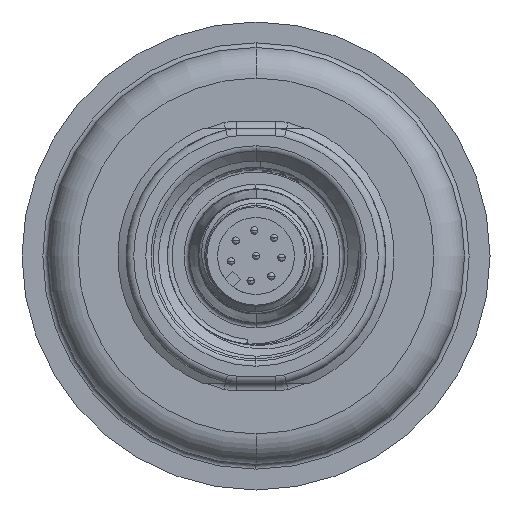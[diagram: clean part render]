
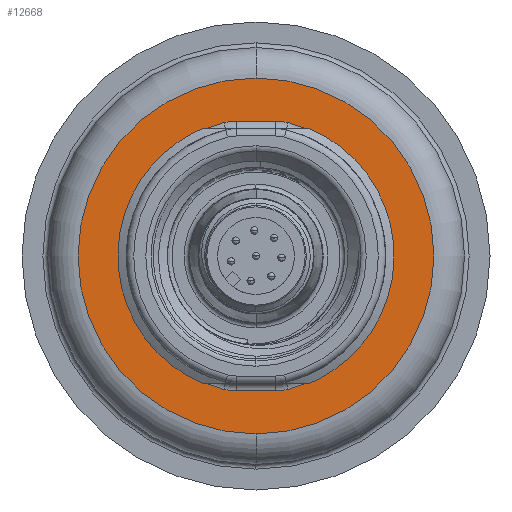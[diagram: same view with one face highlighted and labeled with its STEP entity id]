
A CAD part, front view. The second image highlights one B-rep face of the part: STEP entity #12668.
In plain terms, the highlighted planar face has unit normal (0, -1, 0).
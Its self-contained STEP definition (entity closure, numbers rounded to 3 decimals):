
#171=CARTESIAN_POINT('',(0.,0.,0.));
#172=DIRECTION('',(0.,1.,0.));
#173=DIRECTION('',(0.,0.,-1.));
#174=AXIS2_PLACEMENT_3D('',#171,#172,#173);
#176=CARTESIAN_POINT('',(0.,0.,0.));
#177=DIRECTION('',(0.,-1.,0.));
#178=DIRECTION('',(0.,0.,-1.));
#179=AXIS2_PLACEMENT_3D('',#176,#177,#178);
#181=CARTESIAN_POINT('',(0.,0.,0.));
#182=DIRECTION('',(0.,-1.,0.));
#183=DIRECTION('',(-0.234,0.,0.972));
#184=AXIS2_PLACEMENT_3D('',#181,#182,#183);
#186=CARTESIAN_POINT('',(-2.107,0.,-8.75));
#187=DIRECTION('',(0.,-1.,0.));
#188=DIRECTION('',(-0.234,0.,-0.972));
#189=AXIS2_PLACEMENT_3D('',#186,#187,#188);
#191=DIRECTION('',(1.,0.,0.));
#192=VECTOR('',#191,4.213);
#193=CARTESIAN_POINT('',(-2.107,0.,-14.55));
#194=LINE('',#193,#192);
#195=CARTESIAN_POINT('',(2.107,0.,-8.75));
#196=DIRECTION('',(0.,-1.,0.));
#197=DIRECTION('',(0.,0.,-1.));
#198=AXIS2_PLACEMENT_3D('',#195,#196,#197);
#200=CARTESIAN_POINT('',(0.,0.,0.));
#201=DIRECTION('',(0.,-1.,0.));
#202=DIRECTION('',(0.234,0.,-0.972));
#203=AXIS2_PLACEMENT_3D('',#200,#201,#202);
#205=CARTESIAN_POINT('',(2.107,0.,8.75));
#206=DIRECTION('',(0.,-1.,0.));
#207=DIRECTION('',(0.234,0.,0.972));
#208=AXIS2_PLACEMENT_3D('',#205,#206,#207);
#210=DIRECTION('',(-1.,0.,0.));
#211=VECTOR('',#210,4.213);
#212=CARTESIAN_POINT('',(2.107,0.,14.55));
#213=LINE('',#212,#211);
#214=CARTESIAN_POINT('',(-2.107,0.,8.75));
#215=DIRECTION('',(0.,-1.,0.));
#216=DIRECTION('',(0.,0.,1.));
#217=AXIS2_PLACEMENT_3D('',#214,#215,#216);
#11881=CARTESIAN_POINT('',(0.,0.,-19.2));
#11883=VERTEX_POINT('',#11881);
#11885=CARTESIAN_POINT('',(0.,0.,19.2));
#11887=VERTEX_POINT('',#11885);
#12101=CARTESIAN_POINT('',(-3.464,0.,14.389));
#12102=CARTESIAN_POINT('',(-3.464,0.,-14.389));
#12103=VERTEX_POINT('',#12101);
#12104=VERTEX_POINT('',#12102);
#12109=CARTESIAN_POINT('',(3.464,0.,-14.389));
#12110=CARTESIAN_POINT('',(3.464,0.,14.389));
#12111=VERTEX_POINT('',#12109);
#12112=VERTEX_POINT('',#12110);
#12170=CARTESIAN_POINT('',(2.107,0.,14.55));
#12171=VERTEX_POINT('',#12170);
#12174=CARTESIAN_POINT('',(-2.107,0.,14.55));
#12175=VERTEX_POINT('',#12174);
#12178=CARTESIAN_POINT('',(-2.107,0.,-14.55));
#12179=VERTEX_POINT('',#12178);
#12182=CARTESIAN_POINT('',(2.107,0.,-14.55));
#12183=VERTEX_POINT('',#12182);
#12641=CARTESIAN_POINT('',(0.,0.,0.));
#12642=DIRECTION('',(0.,-1.,0.));
#12643=DIRECTION('',(0.,0.,1.));
#12644=AXIS2_PLACEMENT_3D('',#12641,#12642,#12643);
#12645=PLANE('',#12644);
#12646=ORIENTED_EDGE('',*,*,#12623,.T.);
#12647=ORIENTED_EDGE('',*,*,#12634,.F.);
#12648=EDGE_LOOP('',(#12646,#12647));
#12649=FACE_OUTER_BOUND('',#12648,.F.);
#12651=ORIENTED_EDGE('',*,*,#12650,.T.);
#12653=ORIENTED_EDGE('',*,*,#12652,.T.);
#12655=ORIENTED_EDGE('',*,*,#12654,.T.);
#12657=ORIENTED_EDGE('',*,*,#12656,.T.);
#12659=ORIENTED_EDGE('',*,*,#12658,.T.);
#12661=ORIENTED_EDGE('',*,*,#12660,.T.);
#12663=ORIENTED_EDGE('',*,*,#12662,.T.);
#12665=ORIENTED_EDGE('',*,*,#12664,.T.);
#12666=EDGE_LOOP('',(#12651,#12653,#12655,#12657,#12659,#12661,#12663,#12665));
#12667=FACE_BOUND('',#12666,.F.);
#12668=ADVANCED_FACE('',(#12649,#12667),#12645,.T.);
#175=CIRCLE('',#174,19.2);
#180=CIRCLE('',#179,19.2);
#185=CIRCLE('',#184,14.8);
#190=CIRCLE('',#189,5.8);
#199=CIRCLE('',#198,5.8);
#204=CIRCLE('',#203,14.8);
#209=CIRCLE('',#208,5.8);
#218=CIRCLE('',#217,5.8);
#12623=EDGE_CURVE('',#11883,#11887,#175,.T.);
#12634=EDGE_CURVE('',#11883,#11887,#180,.T.);
#12650=EDGE_CURVE('',#12103,#12104,#185,.T.);
#12652=EDGE_CURVE('',#12104,#12179,#190,.T.);
#12654=EDGE_CURVE('',#12179,#12183,#194,.T.);
#12656=EDGE_CURVE('',#12183,#12111,#199,.T.);
#12658=EDGE_CURVE('',#12111,#12112,#204,.T.);
#12660=EDGE_CURVE('',#12112,#12171,#209,.T.);
#12662=EDGE_CURVE('',#12171,#12175,#213,.T.);
#12664=EDGE_CURVE('',#12175,#12103,#218,.T.);
